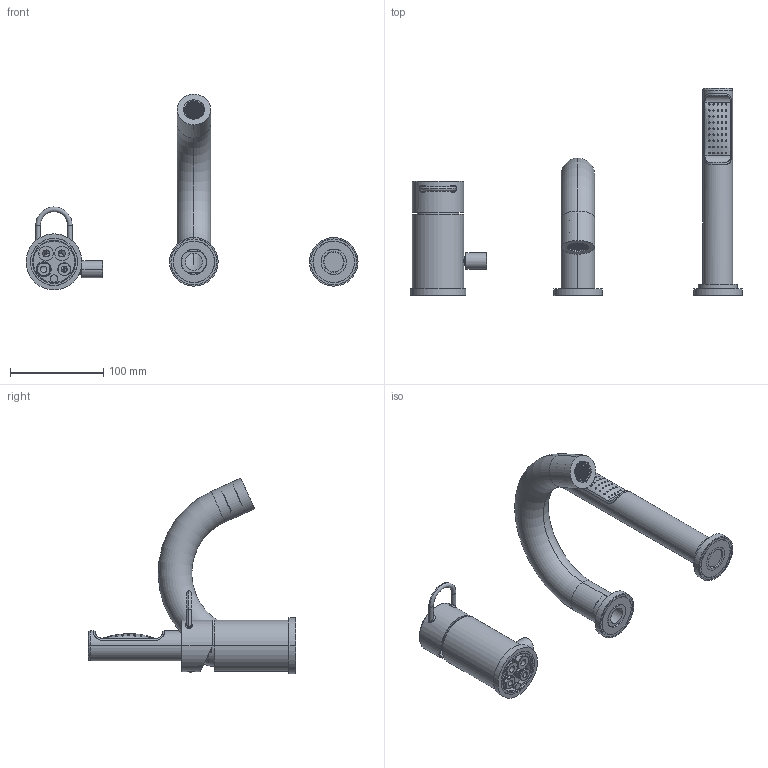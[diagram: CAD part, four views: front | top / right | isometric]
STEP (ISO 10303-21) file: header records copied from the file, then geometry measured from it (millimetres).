
FILE_DESCRIPTION((''),'2;1');
FILE_NAME('JK047CR','2021-02-02T13:35:53',('ut3'),('PAFFONI SpA'),'CREO PARAMETRIC BY PTC INC, 2020044','CREO PARAMETRIC BY PTC INC, 2020044','');
FILE_SCHEMA(('CONFIG_CONTROL_DESIGN','SHAPE_APPEARANCE_LAYERS_GROUPS'));
Length unit declared in the file: millimetre
Products named in the file (1): JK047CR
Bounding box: 356 x 222 x 209.82 mm (x, y, z)
Volume: 347153.3 mm3; surface area: 210572.8 mm2
Topology: 6 solids, 6 shells, 2520 faces, 6910 edges, 4453 vertices
Faces by surface type: plane 1395, cylinder 732, cone 200, bspline 99, torus 90, sphere 4
Entity records: 115160 total; most frequent: CARTESIAN_POINT 37252, ORIENTED_EDGE 13784, DIRECTION 12820, EDGE_CURVE 6892, VERTEX_POINT 4453, VECTOR 4334, LINE 4334, AXIS2_PLACEMENT_3D 4243
